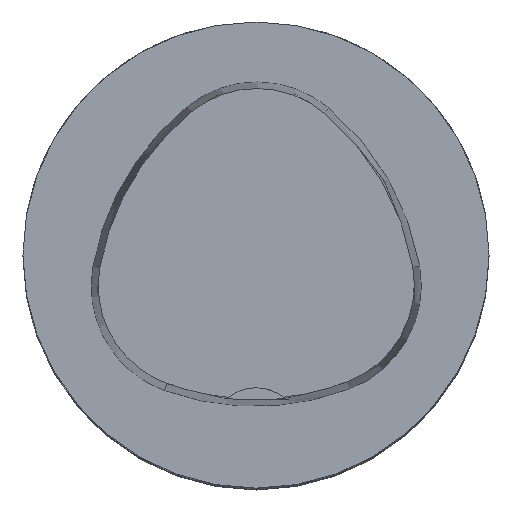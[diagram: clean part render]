
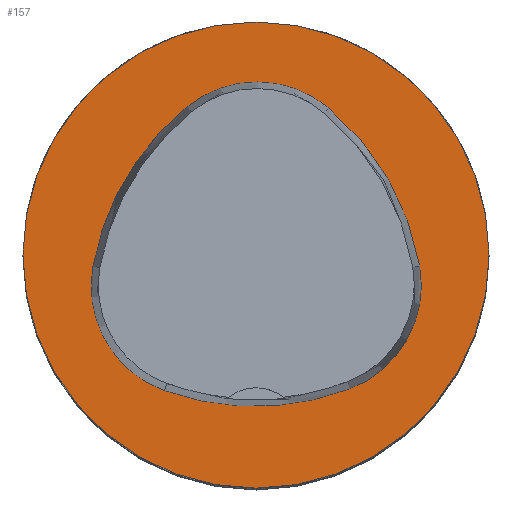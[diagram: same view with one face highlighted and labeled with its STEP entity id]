
A CAD part, top view. The second image highlights one B-rep face of the part: STEP entity #157.
In plain terms, the highlighted planar face has unit normal (0, 0, 1).
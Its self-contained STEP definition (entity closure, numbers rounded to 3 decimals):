
#126=PLANE('',#701);
#157=ADVANCED_FACE('',(#211,#212),#126,.T.);
#211=FACE_BOUND('',#268,.T.);
#212=FACE_BOUND('',#269,.T.);
#268=EDGE_LOOP('',(#381,#382,#383,#384,#385,#386));
#269=EDGE_LOOP('',(#387));
#381=ORIENTED_EDGE('',*,*,#561,.T.);
#382=ORIENTED_EDGE('',*,*,#541,.T.);
#383=ORIENTED_EDGE('',*,*,#545,.T.);
#384=ORIENTED_EDGE('',*,*,#548,.T.);
#385=ORIENTED_EDGE('',*,*,#551,.T.);
#386=ORIENTED_EDGE('',*,*,#559,.T.);
#387=ORIENTED_EDGE('',*,*,#532,.F.);
#477=VERTEX_POINT('',#1003);
#486=VERTEX_POINT('',#1022);
#487=VERTEX_POINT('',#1023);
#490=VERTEX_POINT('',#1031);
#492=VERTEX_POINT('',#1037);
#494=VERTEX_POINT('',#1043);
#501=VERTEX_POINT('',#1064);
#532=EDGE_CURVE('',#477,#477,#595,.T.);
#541=EDGE_CURVE('',#486,#487,#596,.T.);
#545=EDGE_CURVE('',#487,#490,#598,.T.);
#548=EDGE_CURVE('',#490,#492,#600,.T.);
#551=EDGE_CURVE('',#492,#494,#602,.T.);
#559=EDGE_CURVE('',#494,#501,#606,.T.);
#561=EDGE_CURVE('',#501,#486,#608,.T.);
#595=CIRCLE('',#673,31.5);
#596=CIRCLE('',#679,36.);
#598=CIRCLE('',#682,15.);
#600=CIRCLE('',#685,36.);
#602=CIRCLE('',#688,15.);
#606=CIRCLE('',#693,36.);
#608=CIRCLE('',#696,15.);
#673=AXIS2_PLACEMENT_3D('',#1002,#787,#788);
#679=AXIS2_PLACEMENT_3D('',#1021,#803,#804);
#682=AXIS2_PLACEMENT_3D('',#1030,#811,#812);
#685=AXIS2_PLACEMENT_3D('',#1036,#818,#819);
#688=AXIS2_PLACEMENT_3D('',#1042,#825,#826);
#693=AXIS2_PLACEMENT_3D('',#1065,#837,#838);
#696=AXIS2_PLACEMENT_3D('',#1068,#843,#844);
#701=AXIS2_PLACEMENT_3D('',#1073,#853,#854);
#787=DIRECTION('',(0.,0.,-1.));
#788=DIRECTION('',(-1.,0.,0.));
#803=DIRECTION('',(0.,0.,-1.));
#804=DIRECTION('',(-1.,0.,0.));
#811=DIRECTION('',(0.,0.,-1.));
#812=DIRECTION('',(-1.,0.,0.));
#818=DIRECTION('',(0.,0.,-1.));
#819=DIRECTION('',(-1.,0.,0.));
#825=DIRECTION('',(0.,0.,-1.));
#826=DIRECTION('',(-1.,0.,0.));
#837=DIRECTION('',(0.,0.,-1.));
#838=DIRECTION('',(-1.,0.,0.));
#843=DIRECTION('',(0.,0.,-1.));
#844=DIRECTION('',(-1.,0.,0.));
#853=DIRECTION('',(0.,0.,1.));
#854=DIRECTION('',(1.,0.,0.));
#1002=CARTESIAN_POINT('',(0.,0.,0.));
#1003=CARTESIAN_POINT('',(-31.5,0.,0.));
#1021=CARTESIAN_POINT('',(13.398,-7.893,0.));
#1022=CARTESIAN_POINT('',(-22.041,-1.562,0.));
#1023=CARTESIAN_POINT('',(-9.317,20.036,0.));
#1030=CARTESIAN_POINT('',(0.148,8.399,0.));
#1031=CARTESIAN_POINT('',(9.779,19.898,0.));
#1036=CARTESIAN_POINT('',(-13.337,-7.7,0.));
#1037=CARTESIAN_POINT('',(22.122,-1.48,0.));
#1042=CARTESIAN_POINT('',(7.347,-4.071,0.));
#1043=CARTESIAN_POINT('',(12.693,-18.087,0.));
#1064=CARTESIAN_POINT('',(-12.373,-18.307,0.));
#1065=CARTESIAN_POINT('',(-0.137,15.55,0.));
#1068=CARTESIAN_POINT('',(-7.275,-4.2,0.));
#1073=CARTESIAN_POINT('',(0.,0.,0.));
